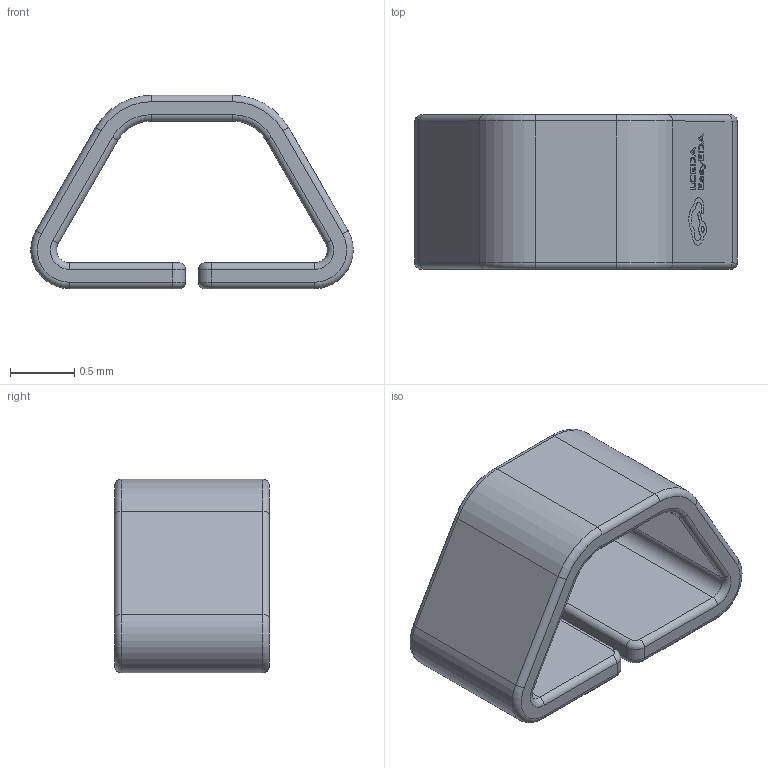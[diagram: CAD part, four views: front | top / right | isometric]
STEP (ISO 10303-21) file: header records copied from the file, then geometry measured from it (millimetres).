
FILE_DESCRIPTION (( 'STEP AP214' ), '1' );
FILE_NAME ('SMD_RH-5015.STEP', '2023-02-15T07:33:17', ( '' ), ( '' ), 'SwSTEP 2.0', 'SolidWorks 2020', '' );
FILE_SCHEMA (( 'AUTOMOTIVE_DESIGN' ));
Length unit declared in the file: millimetre
Products named in the file (1): SMD_RH-5015
Bounding box: 2.5 x 1.2 x 1.5 mm (x, y, z)
Volume: 1.4 mm3; surface area: 16.5 mm2
Topology: 1 solids, 1 shells, 298 faces, 783 edges, 506 vertices
Faces by surface type: plane 140, bspline 98, cylinder 36, torus 24
Entity records: 12943 total; most frequent: CARTESIAN_POINT 2894, ORIENTED_EDGE 1566, DIRECTION 1081, EDGE_CURVE 783, VERTEX_POINT 506, VECTOR 487, LINE 487, EDGE_LOOP 317
